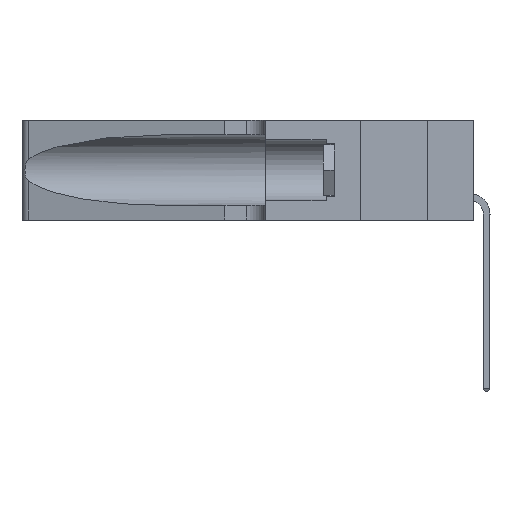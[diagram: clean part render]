
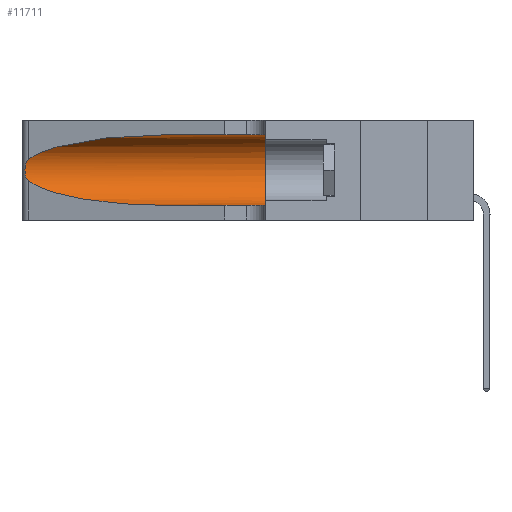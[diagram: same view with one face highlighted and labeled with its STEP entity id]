
A CAD part, left-side view. The second image highlights one B-rep face of the part: STEP entity #11711.
In plain terms, the highlighted cylindrical face has radius 3.308 mm (diameter 6.617 mm), a partial arc.
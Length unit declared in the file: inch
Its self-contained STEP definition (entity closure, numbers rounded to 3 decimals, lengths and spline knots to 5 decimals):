
#2657 = LINE ( 'NONE', #32490, #14739 ) ;
#2755 = B_SPLINE_CURVE_WITH_KNOTS ( 'NONE', 3,
 ( #15646, #30722, #30565, #19500, #4738, #8751, #12423, #19817, #37470, #23201, #37963, #41640, #27058, #41479 ),
 .UNSPECIFIED., .F., .F.,
 ( 4, 2, 2, 2, 2, 2, 4 ),
 ( 0., 0.00027, 0.00053, 0.00107, 0.0016, 0.00187, 0.00214 ),
 .UNSPECIFIED. ) ;
#4241 =( BOUNDED_CURVE ( )  B_SPLINE_CURVE ( 3, ( #23253, #15849, #15530, #37848 ),
 .UNSPECIFIED., .F., .T. ) 
 B_SPLINE_CURVE_WITH_KNOTS ( ( 4, 4 ),
 ( 1.5708, 2.84003 ),
 .UNSPECIFIED. ) 
 CURVE ( )  GEOMETRIC_REPRESENTATION_ITEM ( )  RATIONAL_B_SPLINE_CURVE ( ( 1., 0.87, 0.87, 1. ) ) 
 REPRESENTATION_ITEM ( '' )  );
#4738 = CARTESIAN_POINT ( 'NONE',  ( 0.25854, 1.2359, 0.20912 ) ) ;
#5696 = ORIENTED_EDGE ( 'NONE', *, *, #40868, .T. ) ;
#6014 = CARTESIAN_POINT ( 'NONE',  ( 0.25487, 1.22718, 0.14631 ) ) ;
#6538 = CARTESIAN_POINT ( 'NONE',  ( 0.25487, 1.22718, 0.14631 ) ) ;
#7652 = EDGE_LOOP ( 'NONE', ( #5696, #21049, #24626, #29923, #21690, #39992 ) ) ;
#8376 = CARTESIAN_POINT ( 'NONE',  ( 0.25487, 1.22718, 0.22369 ) ) ;
#8624 = CARTESIAN_POINT ( 'NONE',  ( 0.1305, 0.72297, 0.05475 ) ) ;
#8751 = CARTESIAN_POINT ( 'NONE',  ( 0.26018, 1.23835, 0.19895 ) ) ;
#9112 = DIRECTION ( 'NONE',  ( 0., 1., 0. ) ) ;
#9147 = CARTESIAN_POINT ( 'NONE',  ( 0.1305, 0.35, 0.31525 ) ) ;
#9799 = EDGE_CURVE ( 'NONE', #43290, #29529, #30908, .T. ) ;
#10591 = VERTEX_POINT ( 'NONE', #8624 ) ;
#10597 = CARTESIAN_POINT ( 'NONE',  ( 0.1305, 0.72297, 0.31525 ) ) ;
#11711 = ADVANCED_FACE ( 'NONE', ( #22416 ), #42530, .F. ) ;
#12423 = CARTESIAN_POINT ( 'NONE',  ( 0.26075, 1.23896, 0.19203 ) ) ;
#13369 = CARTESIAN_POINT ( 'NONE',  ( 0.1305, 0.72297, 0.05475 ) ) ;
#14739 = VECTOR ( 'NONE', #18404, 39.37008 ) ;
#15530 = CARTESIAN_POINT ( 'NONE',  ( 0.2373, 1.15595, 0.28018 ) ) ;
#15646 = CARTESIAN_POINT ( 'NONE',  ( 0.25487, 1.22718, 0.22369 ) ) ;
#15849 = CARTESIAN_POINT ( 'NONE',  ( 0.18966, 0.96281, 0.31525 ) ) ;
#16941 = DIRECTION ( 'NONE',  ( 0., 0., 1. ) ) ;
#18404 = DIRECTION ( 'NONE',  ( 0., -1., 0. ) ) ;
#19500 = CARTESIAN_POINT ( 'NONE',  ( 0.25787, 1.23484, 0.2124 ) ) ;
#19515 = VECTOR ( 'NONE', #44768, 39.37008 ) ;
#19817 = CARTESIAN_POINT ( 'NONE',  ( 0.26075, 1.23896, 0.178 ) ) ;
#21011 = CARTESIAN_POINT ( 'NONE',  ( 0.1305, 0.35, 0.05475 ) ) ;
#21049 = ORIENTED_EDGE ( 'NONE', *, *, #23199, .T. ) ;
#21690 = ORIENTED_EDGE ( 'NONE', *, *, #9799, .F. ) ;
#22416 = FACE_OUTER_BOUND ( 'NONE', #7652, .T. ) ;
#22437 = LINE ( 'NONE', #41256, #19515 ) ;
#23199 = EDGE_CURVE ( 'NONE', #31758, #41095, #2755, .T. ) ;
#23201 = CARTESIAN_POINT ( 'NONE',  ( 0.25856, 1.23593, 0.16098 ) ) ;
#23253 = CARTESIAN_POINT ( 'NONE',  ( 0.1305, 0.72297, 0.31525 ) ) ;
#23544 = CARTESIAN_POINT ( 'NONE',  ( 0.1305, 0.35, 0.185 ) ) ;
#24626 = ORIENTED_EDGE ( 'NONE', *, *, #44101, .T. ) ;
#24746 = EDGE_CURVE ( 'NONE', #33072, #43290, #2657, .T. ) ;
#27058 = CARTESIAN_POINT ( 'NONE',  ( 0.25555, 1.22993, 0.14849 ) ) ;
#28032 = AXIS2_PLACEMENT_3D ( 'NONE', #31680, #31201, #38781 ) ;
#29529 = VERTEX_POINT ( 'NONE', #21011 ) ;
#29923 = ORIENTED_EDGE ( 'NONE', *, *, #41253, .T. ) ;
#30565 = CARTESIAN_POINT ( 'NONE',  ( 0.25639, 1.23184, 0.21858 ) ) ;
#30722 = CARTESIAN_POINT ( 'NONE',  ( 0.25555, 1.22994, 0.2215 ) ) ;
#30908 = CIRCLE ( 'NONE', #31399, 0.13025 ) ;
#31201 = DIRECTION ( 'NONE',  ( 0., -1., 0. ) ) ;
#31399 = AXIS2_PLACEMENT_3D ( 'NONE', #23544, #9112, #16941 ) ;
#31680 = CARTESIAN_POINT ( 'NONE',  ( 0.1305, 1.61858, 0.185 ) ) ;
#31758 = VERTEX_POINT ( 'NONE', #8376 ) ;
#32490 = CARTESIAN_POINT ( 'NONE',  ( 0.1305, 1.61858, 0.31525 ) ) ;
#33072 = VERTEX_POINT ( 'NONE', #10597 ) ;
#34856 =( BOUNDED_CURVE ( )  B_SPLINE_CURVE ( 3, ( #6014, #35541, #39401, #13369 ),
 .UNSPECIFIED., .F., .T. ) 
 B_SPLINE_CURVE_WITH_KNOTS ( ( 4, 4 ),
 ( 3.44316, 4.71239 ),
 .UNSPECIFIED. ) 
 CURVE ( )  GEOMETRIC_REPRESENTATION_ITEM ( )  RATIONAL_B_SPLINE_CURVE ( ( 1., 0.87, 0.87, 1. ) ) 
 REPRESENTATION_ITEM ( '' )  );
#35541 = CARTESIAN_POINT ( 'NONE',  ( 0.2373, 1.15595, 0.08982 ) ) ;
#37470 = CARTESIAN_POINT ( 'NONE',  ( 0.26017, 1.23833, 0.17102 ) ) ;
#37848 = CARTESIAN_POINT ( 'NONE',  ( 0.25487, 1.22718, 0.22369 ) ) ;
#37963 = CARTESIAN_POINT ( 'NONE',  ( 0.25789, 1.23486, 0.15765 ) ) ;
#38781 = DIRECTION ( 'NONE',  ( 0., 0., -1. ) ) ;
#39401 = CARTESIAN_POINT ( 'NONE',  ( 0.18966, 0.96281, 0.05475 ) ) ;
#39992 = ORIENTED_EDGE ( 'NONE', *, *, #24746, .F. ) ;
#40868 = EDGE_CURVE ( 'NONE', #33072, #31758, #4241, .T. ) ;
#41095 = VERTEX_POINT ( 'NONE', #6538 ) ;
#41253 = EDGE_CURVE ( 'NONE', #10591, #29529, #22437, .T. ) ;
#41256 = CARTESIAN_POINT ( 'NONE',  ( 0.1305, 1.61858, 0.05475 ) ) ;
#41479 = CARTESIAN_POINT ( 'NONE',  ( 0.25487, 1.22718, 0.14631 ) ) ;
#41640 = CARTESIAN_POINT ( 'NONE',  ( 0.25639, 1.23186, 0.15144 ) ) ;
#42530 = CYLINDRICAL_SURFACE ( 'NONE', #28032, 0.13025 ) ;
#43290 = VERTEX_POINT ( 'NONE', #9147 ) ;
#44101 = EDGE_CURVE ( 'NONE', #41095, #10591, #34856, .T. ) ;
#44768 = DIRECTION ( 'NONE',  ( 0., -1., 0. ) ) ;
